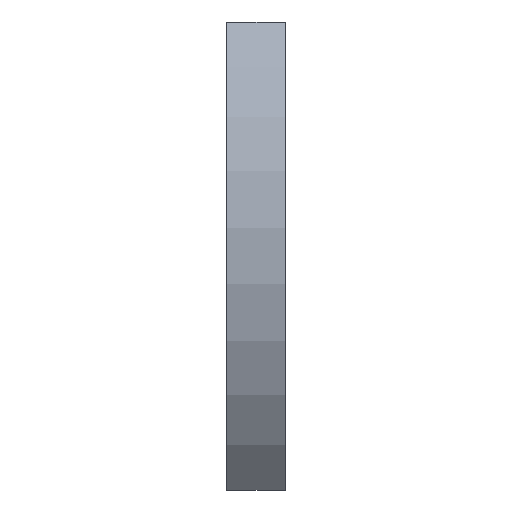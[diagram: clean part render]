
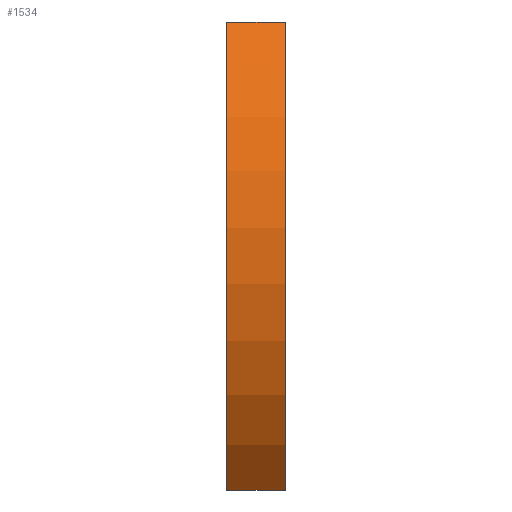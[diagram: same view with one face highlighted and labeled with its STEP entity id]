
A CAD part, left-side view. The second image highlights one B-rep face of the part: STEP entity #1534.
In plain terms, the highlighted cylindrical face has radius 59.363 mm (diameter 118.726 mm), a partial arc.
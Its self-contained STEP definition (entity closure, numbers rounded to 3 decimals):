
#122 = CARTESIAN_POINT ( 'NONE',  ( -44.5, 0., 40. ) ) ;
#636 = ORIENTED_EDGE ( 'NONE', *, *, #3989, .T. ) ;
#916 = EDGE_CURVE ( 'NONE', #930, #8709, #7151, .T. ) ;
#930 = VERTEX_POINT ( 'NONE', #1090 ) ;
#989 = ORIENTED_EDGE ( 'NONE', *, *, #2830, .F. ) ;
#997 = VERTEX_POINT ( 'NONE', #122 ) ;
#1090 = CARTESIAN_POINT ( 'NONE',  ( -44.5, 10., -40. ) ) ;
#1117 = AXIS2_PLACEMENT_3D ( 'NONE', #5050, #9072, #8357 ) ;
#1446 = EDGE_LOOP ( 'NONE', ( #636, #989, #1942, #6166 ) ) ;
#1534 = ADVANCED_FACE ( 'NONE', ( #4343 ), #6783, .T. ) ;
#1631 = DIRECTION ( 'NONE',  ( 0., -1., 0. ) ) ;
#1942 = ORIENTED_EDGE ( 'NONE', *, *, #916, .F. ) ;
#2150 = LINE ( 'NONE', #6578, #8457 ) ;
#2512 = VECTOR ( 'NONE', #4270, 1000. ) ;
#2781 = DIRECTION ( 'NONE',  ( 0., 0., 1. ) ) ;
#2830 = EDGE_CURVE ( 'NONE', #8709, #997, #3571, .T. ) ;
#2857 = DIRECTION ( 'NONE',  ( 0., 0., 1. ) ) ;
#3453 = CARTESIAN_POINT ( 'NONE',  ( -44.5, 10., 40. ) ) ;
#3571 = LINE ( 'NONE', #3453, #2512 ) ;
#3727 = CARTESIAN_POINT ( 'NONE',  ( -0.637, 0., 0. ) ) ;
#3989 = EDGE_CURVE ( 'NONE', #8437, #997, #5322, .T. ) ;
#4270 = DIRECTION ( 'NONE',  ( 0., -1., 0. ) ) ;
#4343 = FACE_OUTER_BOUND ( 'NONE', #1446, .T. ) ;
#5050 = CARTESIAN_POINT ( 'NONE',  ( -0.637, 10., 0. ) ) ;
#5322 = CIRCLE ( 'NONE', #7627, 59.363 ) ;
#5380 = DIRECTION ( 'NONE',  ( 0., 1., 0. ) ) ;
#6027 = CARTESIAN_POINT ( 'NONE',  ( -0.637, 10., 0. ) ) ;
#6166 = ORIENTED_EDGE ( 'NONE', *, *, #9787, .T. ) ;
#6578 = CARTESIAN_POINT ( 'NONE',  ( -44.5, 10., -40. ) ) ;
#6783 = CYLINDRICAL_SURFACE ( 'NONE', #1117, 59.363 ) ;
#6954 = AXIS2_PLACEMENT_3D ( 'NONE', #6027, #7739, #2857 ) ;
#7151 = CIRCLE ( 'NONE', #6954, 59.363 ) ;
#7627 = AXIS2_PLACEMENT_3D ( 'NONE', #3727, #5380, #2781 ) ;
#7739 = DIRECTION ( 'NONE',  ( 0., 1., 0. ) ) ;
#8332 = CARTESIAN_POINT ( 'NONE',  ( -44.5, 0., -40. ) ) ;
#8357 = DIRECTION ( 'NONE',  ( 0., 0., -1. ) ) ;
#8437 = VERTEX_POINT ( 'NONE', #8332 ) ;
#8457 = VECTOR ( 'NONE', #1631, 1000. ) ;
#8709 = VERTEX_POINT ( 'NONE', #9024 ) ;
#9024 = CARTESIAN_POINT ( 'NONE',  ( -44.5, 10., 40. ) ) ;
#9072 = DIRECTION ( 'NONE',  ( 0., -1., 0. ) ) ;
#9787 = EDGE_CURVE ( 'NONE', #930, #8437, #2150, .T. ) ;
